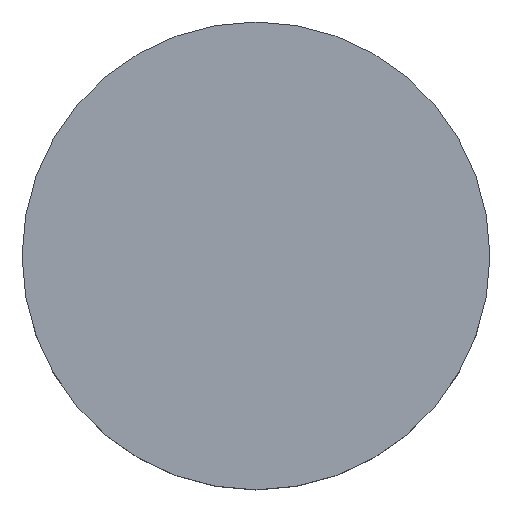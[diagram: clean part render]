
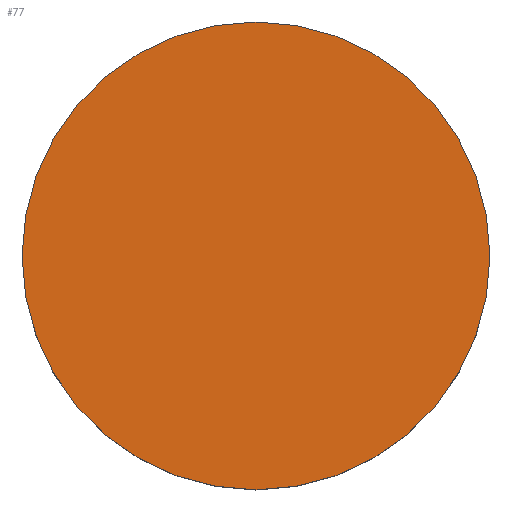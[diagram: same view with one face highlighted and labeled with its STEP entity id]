
A CAD part, top view. The second image highlights one B-rep face of the part: STEP entity #77.
In plain terms, the highlighted planar face has unit normal (0, 0, 1).
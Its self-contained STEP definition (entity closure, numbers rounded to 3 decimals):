
#6 = PLANE ( 'NONE',  #73 ) ;
#10 = VERTEX_POINT ( 'NONE', #57 ) ;
#20 = DIRECTION ( 'NONE',  ( 0., 0., 1. ) ) ;
#25 = DIRECTION ( 'NONE',  ( 1., 0., 0. ) ) ;
#26 = VERTEX_POINT ( 'NONE', #126 ) ;
#39 = CIRCLE ( 'NONE', #153, 2.5 ) ;
#41 = ORIENTED_EDGE ( 'NONE', *, *, #112, .T. ) ;
#52 = DIRECTION ( 'NONE',  ( 0., 0., 1. ) ) ;
#55 = CARTESIAN_POINT ( 'NONE',  ( 0., 0., 1.1 ) ) ;
#57 = CARTESIAN_POINT ( 'NONE',  ( 2.5, 0., 1.1 ) ) ;
#73 = AXIS2_PLACEMENT_3D ( 'NONE', #129, #117, #171 ) ;
#77 = ADVANCED_FACE ( 'NONE', ( #162 ), #6, .T. ) ;
#103 = EDGE_CURVE ( 'NONE', #10, #26, #157, .T. ) ;
#111 = CARTESIAN_POINT ( 'NONE',  ( 0., 0., 1.1 ) ) ;
#112 = EDGE_CURVE ( 'NONE', #26, #10, #39, .T. ) ;
#117 = DIRECTION ( 'NONE',  ( 0., 0., 1. ) ) ;
#123 = AXIS2_PLACEMENT_3D ( 'NONE', #111, #20, #124 ) ;
#124 = DIRECTION ( 'NONE',  ( 1., 0., 0. ) ) ;
#126 = CARTESIAN_POINT ( 'NONE',  ( -2.5, 0., 1.1 ) ) ;
#129 = CARTESIAN_POINT ( 'NONE',  ( 0., 0., 1.1 ) ) ;
#138 = EDGE_LOOP ( 'NONE', ( #41, #172 ) ) ;
#153 = AXIS2_PLACEMENT_3D ( 'NONE', #55, #52, #25 ) ;
#157 = CIRCLE ( 'NONE', #123, 2.5 ) ;
#162 = FACE_OUTER_BOUND ( 'NONE', #138, .T. ) ;
#171 = DIRECTION ( 'NONE',  ( 1., 0., 0. ) ) ;
#172 = ORIENTED_EDGE ( 'NONE', *, *, #103, .T. ) ;
